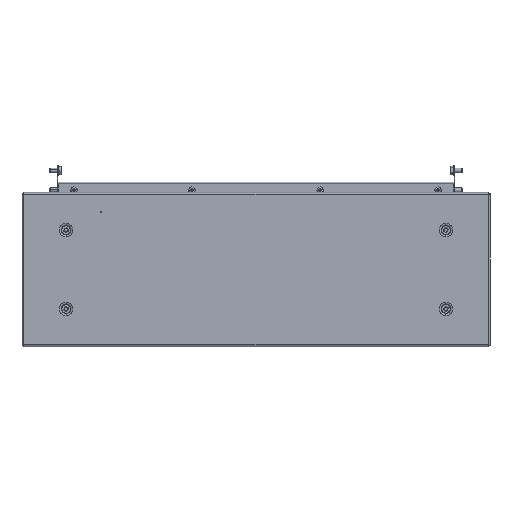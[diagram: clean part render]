
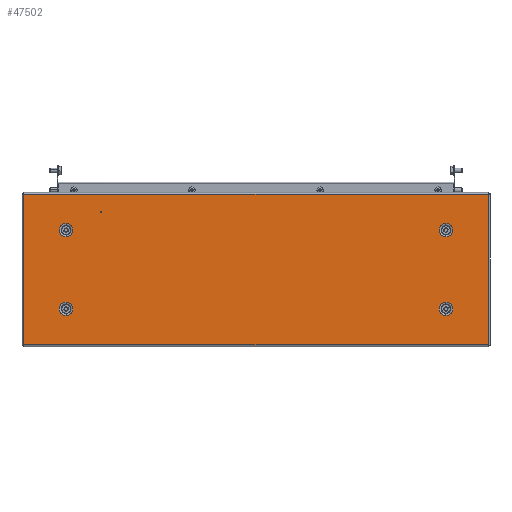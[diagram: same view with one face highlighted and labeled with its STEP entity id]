
A CAD part, top view. The second image highlights one B-rep face of the part: STEP entity #47502.
In plain terms, the highlighted planar face has unit normal (0, 0, 1).
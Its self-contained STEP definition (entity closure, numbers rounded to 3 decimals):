
#1929 = FACE_BOUND ( 'NONE', #67127, .T. ) ;
#2223 = CARTESIAN_POINT ( 'NONE',  ( 295.1, 95.6, 0. ) ) ;
#2763 = EDGE_CURVE ( 'NONE', #39675, #60614, #75912, .T. ) ;
#2903 = LINE ( 'NONE', #68171, #77115 ) ;
#2931 = AXIS2_PLACEMENT_3D ( 'NONE', #79670, #24076, #55166 ) ;
#4150 = CARTESIAN_POINT ( 'NONE',  ( 241.5, -50., 0. ) ) ;
#4370 = VERTEX_POINT ( 'NONE', #47405 ) ;
#4977 = VERTEX_POINT ( 'NONE', #31581 ) ;
#5569 = DIRECTION ( 'NONE',  ( 0., 0., 1. ) ) ;
#8253 = VERTEX_POINT ( 'NONE', #46642 ) ;
#8329 = DIRECTION ( 'NONE',  ( 0., 1., 0. ) ) ;
#9594 = CARTESIAN_POINT ( 'NONE',  ( 241.5, 50., 0. ) ) ;
#9723 = FACE_BOUND ( 'NONE', #28764, .T. ) ;
#11115 = LINE ( 'NONE', #50155, #60245 ) ;
#12480 = CIRCLE ( 'NONE', #52005, 0.5 ) ;
#12784 = EDGE_LOOP ( 'NONE', ( #19339, #74977, #48788, #25270 ) ) ;
#13362 = CARTESIAN_POINT ( 'NONE',  ( 296.029, 95.6, 0. ) ) ;
#14547 = CARTESIAN_POINT ( 'NONE',  ( -295.1, 95.6, 0. ) ) ;
#14692 = VERTEX_POINT ( 'NONE', #40769 ) ;
#14707 = DIRECTION ( 'NONE',  ( 0., 1., 0. ) ) ;
#15180 = DIRECTION ( 'NONE',  ( 0., 0., 1. ) ) ;
#16349 = CARTESIAN_POINT ( 'NONE',  ( -241.5, 58.443, 0. ) ) ;
#16743 = EDGE_CURVE ( 'NONE', #8253, #79953, #76857, .T. ) ;
#17694 = EDGE_LOOP ( 'NONE', ( #52943, #52895 ) ) ;
#18248 = EDGE_CURVE ( 'NONE', #25432, #39675, #2903, .T. ) ;
#19339 = ORIENTED_EDGE ( 'NONE', *, *, #35903, .T. ) ;
#19845 = VERTEX_POINT ( 'NONE', #65508 ) ;
#20207 = CARTESIAN_POINT ( 'NONE',  ( 241.5, 58.443, 0. ) ) ;
#22483 = ORIENTED_EDGE ( 'NONE', *, *, #56185, .T. ) ;
#24076 = DIRECTION ( 'NONE',  ( 0., 0., 1. ) ) ;
#25270 = ORIENTED_EDGE ( 'NONE', *, *, #2763, .T. ) ;
#25432 = VERTEX_POINT ( 'NONE', #28806 ) ;
#28451 = EDGE_CURVE ( 'NONE', #37037, #52634, #68331, .T. ) ;
#28554 = AXIS2_PLACEMENT_3D ( 'NONE', #72888, #5569, #67478 ) ;
#28764 = EDGE_LOOP ( 'NONE', ( #58792, #65730 ) ) ;
#28806 = CARTESIAN_POINT ( 'NONE',  ( 295.1, -95.6, 0. ) ) ;
#31581 = CARTESIAN_POINT ( 'NONE',  ( -197., 73., 0. ) ) ;
#31637 = CARTESIAN_POINT ( 'NONE',  ( -197.5, 73., 0. ) ) ;
#31964 = EDGE_CURVE ( 'NONE', #35155, #4370, #62530, .T. ) ;
#32161 = VERTEX_POINT ( 'NONE', #43242 ) ;
#32165 = DIRECTION ( 'NONE',  ( -1., 0., 0. ) ) ;
#33075 = CIRCLE ( 'NONE', #62514, 0.5 ) ;
#33184 = CIRCLE ( 'NONE', #40420, 8.443 ) ;
#33402 = DIRECTION ( 'NONE',  ( 0., 0., 1. ) ) ;
#33871 = DIRECTION ( 'NONE',  ( 0., 1., 0. ) ) ;
#33936 = EDGE_LOOP ( 'NONE', ( #42523, #78592 ) ) ;
#34131 = CARTESIAN_POINT ( 'NONE',  ( -197.5, 73., 0. ) ) ;
#34672 = DIRECTION ( 'NONE',  ( -1., 0., 0. ) ) ;
#34905 = DIRECTION ( 'NONE',  ( 0., 0., 1. ) ) ;
#34941 = DIRECTION ( 'NONE',  ( 0., 0., -1. ) ) ;
#35155 = VERTEX_POINT ( 'NONE', #64138 ) ;
#35326 = AXIS2_PLACEMENT_3D ( 'NONE', #51540, #45408, #14707 ) ;
#35903 = EDGE_CURVE ( 'NONE', #60614, #32161, #11115, .T. ) ;
#37037 = VERTEX_POINT ( 'NONE', #74727 ) ;
#37523 = DIRECTION ( 'NONE',  ( 0., 1., 0. ) ) ;
#37593 = AXIS2_PLACEMENT_3D ( 'NONE', #46423, #15180, #39940 ) ;
#38017 = DIRECTION ( 'NONE',  ( 0., -1., 0. ) ) ;
#38813 = EDGE_CURVE ( 'NONE', #62352, #19845, #56518, .T. ) ;
#39675 = VERTEX_POINT ( 'NONE', #2223 ) ;
#39785 = EDGE_CURVE ( 'NONE', #4370, #35155, #58250, .T. ) ;
#39940 = DIRECTION ( 'NONE',  ( 0., 1., 0. ) ) ;
#39945 = CIRCLE ( 'NONE', #37593, 8.443 ) ;
#40245 = DIRECTION ( 'NONE',  ( 0., 0., 1. ) ) ;
#40420 = AXIS2_PLACEMENT_3D ( 'NONE', #75113, #69960, #8329 ) ;
#40769 = CARTESIAN_POINT ( 'NONE',  ( -198., 73., 0. ) ) ;
#42146 = CARTESIAN_POINT ( 'NONE',  ( -241.5, -41.557, 0. ) ) ;
#42446 = FACE_BOUND ( 'NONE', #78266, .T. ) ;
#42523 = ORIENTED_EDGE ( 'NONE', *, *, #38813, .F. ) ;
#43242 = CARTESIAN_POINT ( 'NONE',  ( -295.1, -95.6, 0. ) ) ;
#45408 = DIRECTION ( 'NONE',  ( 0., 0., 1. ) ) ;
#45563 = AXIS2_PLACEMENT_3D ( 'NONE', #4150, #34905, #70904 ) ;
#46423 = CARTESIAN_POINT ( 'NONE',  ( -241.5, -50., 0. ) ) ;
#46532 = CARTESIAN_POINT ( 'NONE',  ( 241.5, 50., 0. ) ) ;
#46642 = CARTESIAN_POINT ( 'NONE',  ( -241.5, -58.443, 0. ) ) ;
#47283 = FACE_OUTER_BOUND ( 'NONE', #12784, .T. ) ;
#47405 = CARTESIAN_POINT ( 'NONE',  ( 241.5, -58.443, 0. ) ) ;
#47502 = ADVANCED_FACE ( 'NONE', ( #42446, #9723, #1929, #73290, #63618, #47283 ), #78608, .T. ) ;
#48788 = ORIENTED_EDGE ( 'NONE', *, *, #18248, .T. ) ;
#48920 = ORIENTED_EDGE ( 'NONE', *, *, #16743, .F. ) ;
#48958 = CARTESIAN_POINT ( 'NONE',  ( 241.5, -50., 0. ) ) ;
#49351 = DIRECTION ( 'NONE',  ( 1., 0., 0. ) ) ;
#49618 = CARTESIAN_POINT ( 'NONE',  ( -296.029, -95.6, 0. ) ) ;
#50155 = CARTESIAN_POINT ( 'NONE',  ( -295.1, 96.529, 0. ) ) ;
#51540 = CARTESIAN_POINT ( 'NONE',  ( -241.5, -50., 0. ) ) ;
#51852 = DIRECTION ( 'NONE',  ( 0., 1., 0. ) ) ;
#52005 = AXIS2_PLACEMENT_3D ( 'NONE', #34131, #34941, #34672 ) ;
#52634 = VERTEX_POINT ( 'NONE', #20207 ) ;
#52895 = ORIENTED_EDGE ( 'NONE', *, *, #28451, .F. ) ;
#52943 = ORIENTED_EDGE ( 'NONE', *, *, #78353, .F. ) ;
#54403 = EDGE_CURVE ( 'NONE', #14692, #4977, #12480, .T. ) ;
#54841 = DIRECTION ( 'NONE',  ( 0., 1., 0. ) ) ;
#55166 = DIRECTION ( 'NONE',  ( 1., 0., 0. ) ) ;
#55500 = AXIS2_PLACEMENT_3D ( 'NONE', #48958, #60509, #54841 ) ;
#56185 = EDGE_CURVE ( 'NONE', #4977, #14692, #33075, .T. ) ;
#56518 = CIRCLE ( 'NONE', #28554, 8.443 ) ;
#57262 = AXIS2_PLACEMENT_3D ( 'NONE', #9594, #40245, #33871 ) ;
#58250 = CIRCLE ( 'NONE', #45563, 8.443 ) ;
#58792 = ORIENTED_EDGE ( 'NONE', *, *, #31964, .F. ) ;
#58989 = EDGE_CURVE ( 'NONE', #32161, #25432, #69022, .T. ) ;
#59554 = VECTOR ( 'NONE', #61293, 1000. ) ;
#59586 = ORIENTED_EDGE ( 'NONE', *, *, #68289, .F. ) ;
#60245 = VECTOR ( 'NONE', #38017, 1000. ) ;
#60407 = VECTOR ( 'NONE', #49351, 1000. ) ;
#60509 = DIRECTION ( 'NONE',  ( 0., 0., 1. ) ) ;
#60614 = VERTEX_POINT ( 'NONE', #14547 ) ;
#61293 = DIRECTION ( 'NONE',  ( -1., 0., 0. ) ) ;
#62352 = VERTEX_POINT ( 'NONE', #16349 ) ;
#62514 = AXIS2_PLACEMENT_3D ( 'NONE', #31637, #74623, #32165 ) ;
#62530 = CIRCLE ( 'NONE', #55500, 8.443 ) ;
#63618 = FACE_BOUND ( 'NONE', #33936, .T. ) ;
#64138 = CARTESIAN_POINT ( 'NONE',  ( 241.5, -41.557, 0. ) ) ;
#65017 = ORIENTED_EDGE ( 'NONE', *, *, #54403, .T. ) ;
#65508 = CARTESIAN_POINT ( 'NONE',  ( -241.5, 41.557, 0. ) ) ;
#65730 = ORIENTED_EDGE ( 'NONE', *, *, #39785, .F. ) ;
#65921 = CIRCLE ( 'NONE', #57262, 8.443 ) ;
#67127 = EDGE_LOOP ( 'NONE', ( #59586, #48920 ) ) ;
#67478 = DIRECTION ( 'NONE',  ( 0., 1., 0. ) ) ;
#68171 = CARTESIAN_POINT ( 'NONE',  ( 295.1, -96.529, 0. ) ) ;
#68289 = EDGE_CURVE ( 'NONE', #79953, #8253, #39945, .T. ) ;
#68331 = CIRCLE ( 'NONE', #70714, 8.443 ) ;
#69022 = LINE ( 'NONE', #49618, #60407 ) ;
#69960 = DIRECTION ( 'NONE',  ( 0., 0., 1. ) ) ;
#70714 = AXIS2_PLACEMENT_3D ( 'NONE', #46532, #33402, #51852 ) ;
#70904 = DIRECTION ( 'NONE',  ( 0., 1., 0. ) ) ;
#72888 = CARTESIAN_POINT ( 'NONE',  ( -241.5, 50., 0. ) ) ;
#73290 = FACE_BOUND ( 'NONE', #17694, .T. ) ;
#74623 = DIRECTION ( 'NONE',  ( 0., 0., -1. ) ) ;
#74727 = CARTESIAN_POINT ( 'NONE',  ( 241.5, 41.557, 0. ) ) ;
#74977 = ORIENTED_EDGE ( 'NONE', *, *, #58989, .T. ) ;
#75028 = EDGE_CURVE ( 'NONE', #19845, #62352, #33184, .T. ) ;
#75113 = CARTESIAN_POINT ( 'NONE',  ( -241.5, 50., 0. ) ) ;
#75912 = LINE ( 'NONE', #13362, #59554 ) ;
#76857 = CIRCLE ( 'NONE', #35326, 8.443 ) ;
#77115 = VECTOR ( 'NONE', #37523, 1000. ) ;
#78266 = EDGE_LOOP ( 'NONE', ( #65017, #22483 ) ) ;
#78353 = EDGE_CURVE ( 'NONE', #52634, #37037, #65921, .T. ) ;
#78592 = ORIENTED_EDGE ( 'NONE', *, *, #75028, .F. ) ;
#78608 = PLANE ( 'NONE',  #2931 ) ;
#79670 = CARTESIAN_POINT ( 'NONE',  ( 0., 0., 0. ) ) ;
#79953 = VERTEX_POINT ( 'NONE', #42146 ) ;
